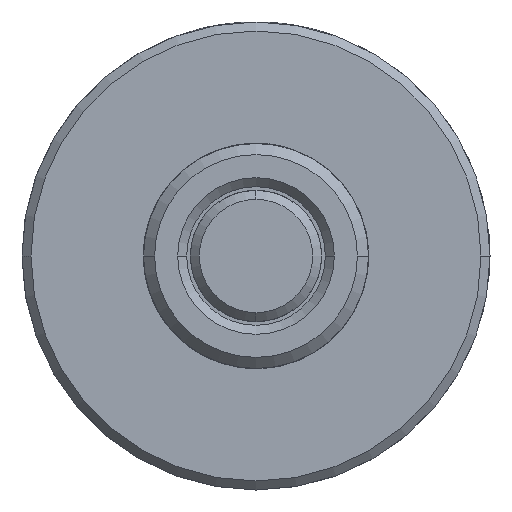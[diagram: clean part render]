
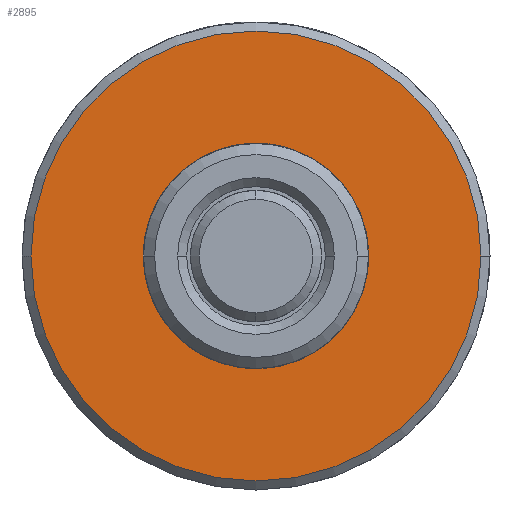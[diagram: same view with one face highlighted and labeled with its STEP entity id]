
A CAD part, left-side view. The second image highlights one B-rep face of the part: STEP entity #2895.
In plain terms, the highlighted planar face has unit normal (-1, 0, 0).
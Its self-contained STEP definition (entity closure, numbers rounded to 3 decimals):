
#341 = CARTESIAN_POINT ( 'NONE',  ( 16.764, 0., 0. ) ) ;
#376 = DIRECTION ( 'NONE',  ( 0., 0., -1. ) ) ;
#512 = CARTESIAN_POINT ( 'NONE',  ( 16.764, 0., 19.05 ) ) ;
#582 = CARTESIAN_POINT ( 'NONE',  ( 16.764, 0., 9.493 ) ) ;
#757 = EDGE_CURVE ( 'NONE', #1151, #2963, #2607, .T. ) ;
#839 = AXIS2_PLACEMENT_3D ( 'NONE', #3286, #2396, #4087 ) ;
#942 = AXIS2_PLACEMENT_3D ( 'NONE', #2915, #1548, #3248 ) ;
#949 = CARTESIAN_POINT ( 'NONE',  ( 16.764, 0., -9.493 ) ) ;
#1120 = EDGE_CURVE ( 'NONE', #4677, #5149, #5040, .T. ) ;
#1151 = VERTEX_POINT ( 'NONE', #2445 ) ;
#1288 = EDGE_LOOP ( 'NONE', ( #4995, #4388 ) ) ;
#1307 = AXIS2_PLACEMENT_3D ( 'NONE', #341, #2807, #2473 ) ;
#1548 = DIRECTION ( 'NONE',  ( 1., 0., 0. ) ) ;
#1650 = DIRECTION ( 'NONE',  ( 0., 0., -1. ) ) ;
#1708 = ORIENTED_EDGE ( 'NONE', *, *, #3769, .T. ) ;
#2006 = CARTESIAN_POINT ( 'NONE',  ( 16.764, 0., 0. ) ) ;
#2019 = ORIENTED_EDGE ( 'NONE', *, *, #1120, .T. ) ;
#2132 = AXIS2_PLACEMENT_3D ( 'NONE', #2006, #4641, #376 ) ;
#2396 = DIRECTION ( 'NONE',  ( 1., 0., 0. ) ) ;
#2445 = CARTESIAN_POINT ( 'NONE',  ( 16.764, 0., -19.05 ) ) ;
#2473 = DIRECTION ( 'NONE',  ( 0., 0., -1. ) ) ;
#2607 = CIRCLE ( 'NONE', #839, 19.05 ) ;
#2807 = DIRECTION ( 'NONE',  ( 1., 0., 0. ) ) ;
#2895 = ADVANCED_FACE ( 'NONE', ( #4568, #3812 ), #3293, .F. ) ;
#2915 = CARTESIAN_POINT ( 'NONE',  ( 16.764, 0., 0. ) ) ;
#2960 = CARTESIAN_POINT ( 'NONE',  ( 16.764, 0., 0. ) ) ;
#2963 = VERTEX_POINT ( 'NONE', #512 ) ;
#3248 = DIRECTION ( 'NONE',  ( 0., 0., -1. ) ) ;
#3286 = CARTESIAN_POINT ( 'NONE',  ( 16.764, 0., 0. ) ) ;
#3293 = PLANE ( 'NONE',  #4463 ) ;
#3296 = EDGE_CURVE ( 'NONE', #2963, #1151, #4521, .T. ) ;
#3769 = EDGE_CURVE ( 'NONE', #5149, #4677, #4844, .T. ) ;
#3812 = FACE_BOUND ( 'NONE', #5408, .T. ) ;
#4087 = DIRECTION ( 'NONE',  ( 0., 0., -1. ) ) ;
#4122 = DIRECTION ( 'NONE',  ( 1., 0., 0. ) ) ;
#4388 = ORIENTED_EDGE ( 'NONE', *, *, #757, .F. ) ;
#4463 = AXIS2_PLACEMENT_3D ( 'NONE', #2960, #4122, #1650 ) ;
#4521 = CIRCLE ( 'NONE', #2132, 19.05 ) ;
#4568 = FACE_OUTER_BOUND ( 'NONE', #1288, .T. ) ;
#4641 = DIRECTION ( 'NONE',  ( 1., 0., 0. ) ) ;
#4677 = VERTEX_POINT ( 'NONE', #949 ) ;
#4844 = CIRCLE ( 'NONE', #942, 9.493 ) ;
#4995 = ORIENTED_EDGE ( 'NONE', *, *, #3296, .F. ) ;
#5040 = CIRCLE ( 'NONE', #1307, 9.493 ) ;
#5149 = VERTEX_POINT ( 'NONE', #582 ) ;
#5408 = EDGE_LOOP ( 'NONE', ( #2019, #1708 ) ) ;
